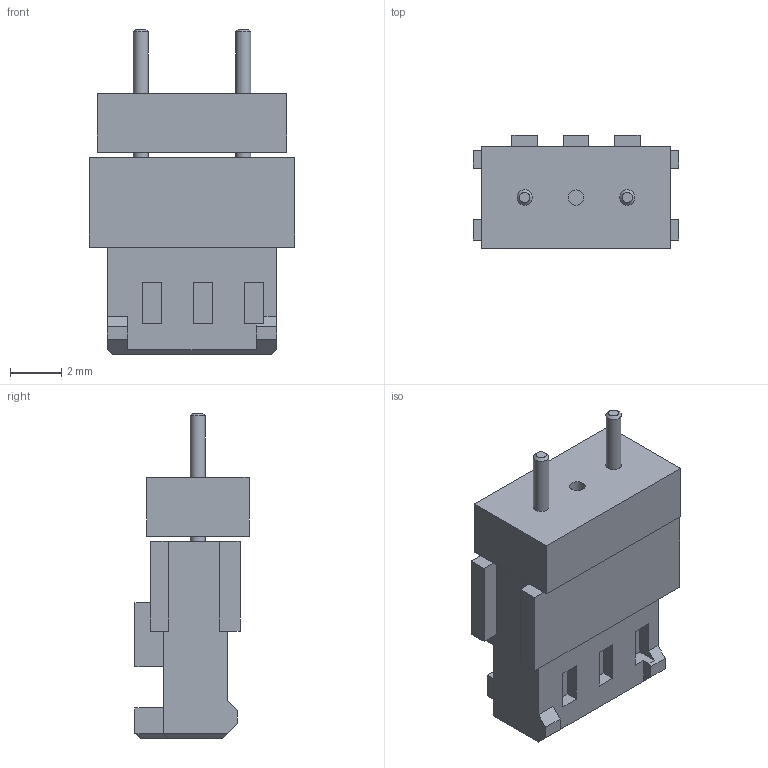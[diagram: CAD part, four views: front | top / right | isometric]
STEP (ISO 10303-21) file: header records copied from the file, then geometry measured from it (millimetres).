
FILE_DESCRIPTION(/* description */ ('STEP AP214'),/* implementation_level */ '2;1');
FILE_NAME(/* name */ '197262_PCBC-A-100',/* time_stamp */ '2024-09-13T16:25:25+02:00',/* author */ ('License CC BY-ND 4.0'),/* organization */ ('CADENAS'),/* preprocessor_version */ 'ST-DEVELOPER v19.3',/* originating_system */ 'PARTsolutions',/* authorisation */ ' ');
FILE_SCHEMA (('AUTOMOTIVE_DESIGN {1 0 10303 214 3 1 1}'));
Length unit declared in the file: millimetre
Products named in the file (1): 197262 PCBC-A-100
Bounding box: 8 x 4.45 x 12.7 mm (x, y, z)
Volume: 231.3 mm3; surface area: 394.2 mm2
Topology: 1 solids, 1 shells, 128 faces, 336 edges, 220 vertices
Faces by surface type: plane 121, cylinder 5, cone 2
Full cylindrical faces by diameter (mm): 0.6 x5
Entity records: 4710 total; most frequent: CARTESIAN_POINT 670, ORIENTED_EDGE 650, DIRECTION 595, EDGE_CURVE 325, LINE 313, VECTOR 313, VERTEX_POINT 216, EDGE_LOOP 147
